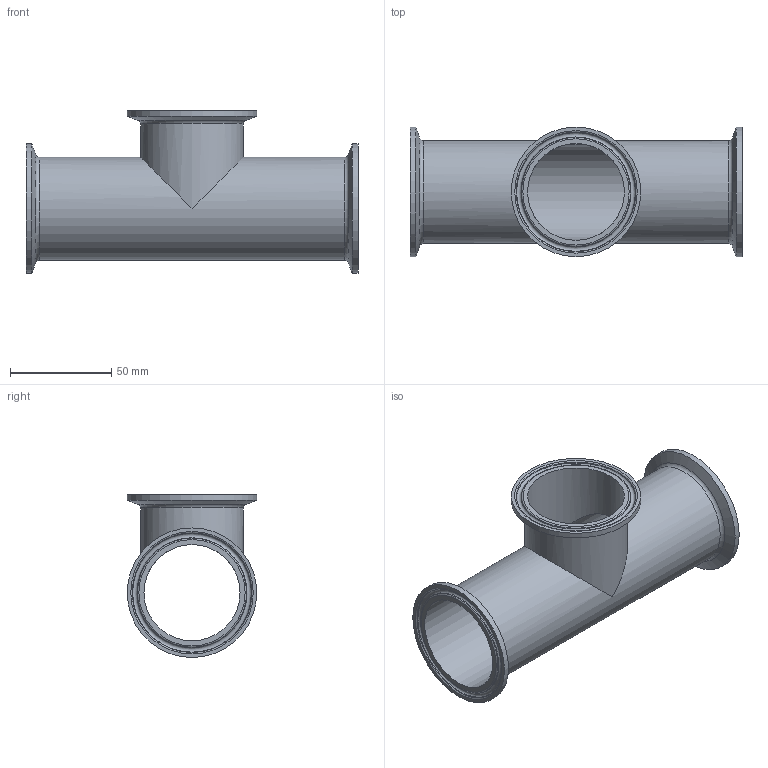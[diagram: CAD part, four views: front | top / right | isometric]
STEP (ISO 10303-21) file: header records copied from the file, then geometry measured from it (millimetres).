
FILE_DESCRIPTION(/* description */ (''),/* implementation_level */ '2;1');
FILE_NAME(/* name */ '7MD(S) 20.stp',/* time_stamp */ '2022-04-20T11:21:44+09:00',/* author */ ('3dcad-eng'),/* organization */ (''),/* preprocessor_version */ 'ST-DEVELOPER v18.1',/* originating_system */ 'Autodesk Inventor 2022',/* authorisation */ '');
FILE_SCHEMA (('AUTOMOTIVE_DESIGN { 1 0 10303 214 3 1 1 }'));
Length unit declared in the file: millimetre
Products named in the file (1): 7MD(S) 20
Bounding box: 164 x 64 x 80.5 mm (x, y, z)
Volume: 58017.7 mm3; surface area: 63916.9 mm2
Topology: 1 solids, 1 shells, 36 faces, 89 edges, 57 vertices
Faces by surface type: torus 12, cone 9, plane 8, cylinder 7
Full cylindrical faces by diameter (mm): 47.5 x1, 47.8 x1, 50.8 x2, 64 x3
Entity records: 1237 total; most frequent: CARTESIAN_POINT 274, DIRECTION 226, ORIENTED_EDGE 178, AXIS2_PLACEMENT_3D 103, EDGE_CURVE 89, CIRCLE 63, VERTEX_POINT 57, EDGE_LOOP 42
